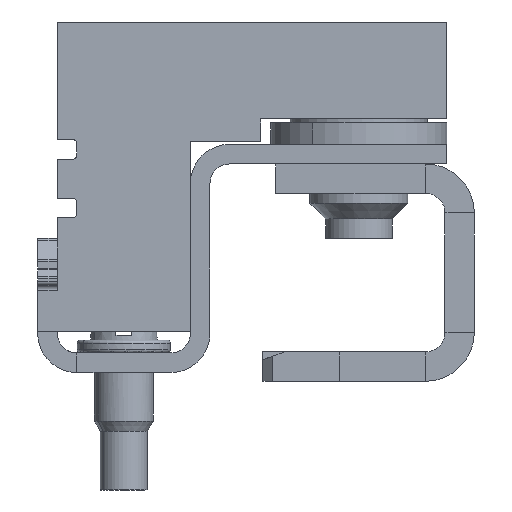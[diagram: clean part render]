
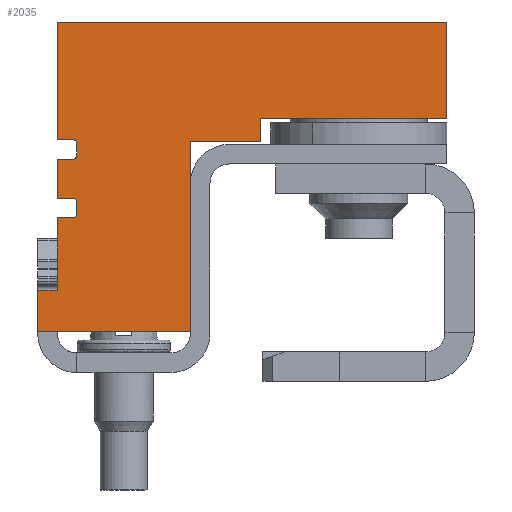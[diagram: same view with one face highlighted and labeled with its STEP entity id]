
A CAD part, front view. The second image highlights one B-rep face of the part: STEP entity #2035.
In plain terms, the highlighted planar face has unit normal (0, -1, 0).
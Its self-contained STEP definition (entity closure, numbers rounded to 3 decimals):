
#1871=AXIS2_PLACEMENT_3D('Plane Axis2P3D',#1868,#1869,#1870) ;
#1882=AXIS2_PLACEMENT_3D('Circle Axis2P3D',#1880,#1881,$) ;
#1896=AXIS2_PLACEMENT_3D('Circle Axis2P3D',#1894,#1895,$) ;
#1924=AXIS2_PLACEMENT_3D('Circle Axis2P3D',#1922,#1923,$) ;
#1938=AXIS2_PLACEMENT_3D('Circle Axis2P3D',#1936,#1937,$) ;
#1619=CARTESIAN_POINT('Vertex',(1.,2.,17.9)) ;
#1622=CARTESIAN_POINT('Line Origine',(1.,2.,20.9)) ;
#1626=CARTESIAN_POINT('Vertex',(1.,2.,23.9)) ;
#1852=CARTESIAN_POINT('Vertex',(1.8,2.,17.9)) ;
#1855=CARTESIAN_POINT('Line Origine',(1.4,2.,17.9)) ;
#1868=CARTESIAN_POINT('Axis2P3D Location',(4.4,2.,8.1)) ;
#1873=CARTESIAN_POINT('Line Origine',(10.95,2.,23.9)) ;
#1877=CARTESIAN_POINT('Vertex',(20.9,2.,23.9)) ;
#1880=CARTESIAN_POINT('Axis2P3D Location',(1.8,2.,17.7)) ;
#1884=CARTESIAN_POINT('Vertex',(2.,2.,17.7)) ;
#1887=CARTESIAN_POINT('Line Origine',(2.,2.,17.4)) ;
#1891=CARTESIAN_POINT('Vertex',(2.,2.,17.1)) ;
#1894=CARTESIAN_POINT('Axis2P3D Location',(1.8,2.,17.1)) ;
#1898=CARTESIAN_POINT('Vertex',(1.8,2.,16.9)) ;
#1901=CARTESIAN_POINT('Line Origine',(1.4,2.,16.9)) ;
#1905=CARTESIAN_POINT('Vertex',(1.,2.,16.9)) ;
#1908=CARTESIAN_POINT('Line Origine',(1.,2.,15.9)) ;
#1912=CARTESIAN_POINT('Vertex',(1.,2.,14.9)) ;
#1915=CARTESIAN_POINT('Line Origine',(1.4,2.,14.9)) ;
#1919=CARTESIAN_POINT('Vertex',(1.8,2.,14.9)) ;
#1922=CARTESIAN_POINT('Axis2P3D Location',(1.8,2.,14.7)) ;
#1926=CARTESIAN_POINT('Vertex',(2.,2.,14.7)) ;
#1929=CARTESIAN_POINT('Line Origine',(2.,2.,14.4)) ;
#1933=CARTESIAN_POINT('Vertex',(2.,2.,14.1)) ;
#1936=CARTESIAN_POINT('Axis2P3D Location',(1.8,2.,14.1)) ;
#1940=CARTESIAN_POINT('Vertex',(1.8,2.,13.9)) ;
#1943=CARTESIAN_POINT('Line Origine',(1.4,2.,13.9)) ;
#1947=CARTESIAN_POINT('Vertex',(1.,2.,13.9)) ;
#1950=CARTESIAN_POINT('Line Origine',(1.,2.,12.05)) ;
#1954=CARTESIAN_POINT('Vertex',(1.,2.,10.2)) ;
#1957=CARTESIAN_POINT('Line Origine',(0.5,2.,10.2)) ;
#1961=CARTESIAN_POINT('Vertex',(0.,2.,10.2)) ;
#1964=CARTESIAN_POINT('Line Origine',(0.,2.,9.15)) ;
#1968=CARTESIAN_POINT('Vertex',(0.,2.,8.1)) ;
#1971=CARTESIAN_POINT('Line Origine',(3.9,2.,8.1)) ;
#1975=CARTESIAN_POINT('Vertex',(7.8,2.,8.1)) ;
#1978=CARTESIAN_POINT('Line Origine',(7.8,2.,12.95)) ;
#1982=CARTESIAN_POINT('Vertex',(7.8,2.,17.8)) ;
#1985=CARTESIAN_POINT('Line Origine',(9.6,2.,17.8)) ;
#1989=CARTESIAN_POINT('Vertex',(11.4,2.,17.8)) ;
#1992=CARTESIAN_POINT('Line Origine',(11.4,2.,18.375)) ;
#1996=CARTESIAN_POINT('Vertex',(11.4,2.,18.95)) ;
#1999=CARTESIAN_POINT('Line Origine',(16.15,2.,18.95)) ;
#2003=CARTESIAN_POINT('Vertex',(20.9,2.,18.95)) ;
#2006=CARTESIAN_POINT('Line Origine',(20.9,2.,21.425)) ;
#1623=DIRECTION('Vector Direction',(0.,0.,-1.)) ;
#1856=DIRECTION('Vector Direction',(1.,0.,0.)) ;
#1869=DIRECTION('Axis2P3D Direction',(0.,-1.,0.)) ;
#1870=DIRECTION('Axis2P3D XDirection',(1.,0.,0.)) ;
#1874=DIRECTION('Vector Direction',(-1.,0.,0.)) ;
#1881=DIRECTION('Axis2P3D Direction',(0.,-1.,0.)) ;
#1888=DIRECTION('Vector Direction',(0.,0.,-1.)) ;
#1895=DIRECTION('Axis2P3D Direction',(0.,-1.,0.)) ;
#1902=DIRECTION('Vector Direction',(-1.,0.,0.)) ;
#1909=DIRECTION('Vector Direction',(0.,0.,-1.)) ;
#1916=DIRECTION('Vector Direction',(1.,0.,0.)) ;
#1923=DIRECTION('Axis2P3D Direction',(0.,-1.,0.)) ;
#1930=DIRECTION('Vector Direction',(0.,0.,-1.)) ;
#1937=DIRECTION('Axis2P3D Direction',(0.,-1.,0.)) ;
#1944=DIRECTION('Vector Direction',(-1.,0.,0.)) ;
#1951=DIRECTION('Vector Direction',(0.,0.,-1.)) ;
#1958=DIRECTION('Vector Direction',(-1.,0.,0.)) ;
#1965=DIRECTION('Vector Direction',(0.,0.,-1.)) ;
#1972=DIRECTION('Vector Direction',(1.,0.,0.)) ;
#1979=DIRECTION('Vector Direction',(0.,0.,1.)) ;
#1986=DIRECTION('Vector Direction',(1.,0.,0.)) ;
#1993=DIRECTION('Vector Direction',(0.,0.,1.)) ;
#2000=DIRECTION('Vector Direction',(1.,0.,0.)) ;
#2007=DIRECTION('Vector Direction',(0.,0.,1.)) ;
#1624=VECTOR('Line Direction',#1623,1.) ;
#1857=VECTOR('Line Direction',#1856,1.) ;
#1875=VECTOR('Line Direction',#1874,1.) ;
#1889=VECTOR('Line Direction',#1888,1.) ;
#1903=VECTOR('Line Direction',#1902,1.) ;
#1910=VECTOR('Line Direction',#1909,1.) ;
#1917=VECTOR('Line Direction',#1916,1.) ;
#1931=VECTOR('Line Direction',#1930,1.) ;
#1945=VECTOR('Line Direction',#1944,1.) ;
#1952=VECTOR('Line Direction',#1951,1.) ;
#1959=VECTOR('Line Direction',#1958,1.) ;
#1966=VECTOR('Line Direction',#1965,1.) ;
#1973=VECTOR('Line Direction',#1972,1.) ;
#1980=VECTOR('Line Direction',#1979,1.) ;
#1987=VECTOR('Line Direction',#1986,1.) ;
#1994=VECTOR('Line Direction',#1993,1.) ;
#2001=VECTOR('Line Direction',#2000,1.) ;
#2008=VECTOR('Line Direction',#2007,1.) ;
#2012=ORIENTED_EDGE('',*,*,#1879,.T.) ;
#2013=ORIENTED_EDGE('',*,*,#1628,.T.) ;
#2014=ORIENTED_EDGE('',*,*,#1859,.T.) ;
#2015=ORIENTED_EDGE('',*,*,#1886,.T.) ;
#2016=ORIENTED_EDGE('',*,*,#1893,.T.) ;
#2017=ORIENTED_EDGE('',*,*,#1900,.T.) ;
#2018=ORIENTED_EDGE('',*,*,#1907,.T.) ;
#2019=ORIENTED_EDGE('',*,*,#1914,.T.) ;
#2020=ORIENTED_EDGE('',*,*,#1921,.T.) ;
#2021=ORIENTED_EDGE('',*,*,#1928,.T.) ;
#2022=ORIENTED_EDGE('',*,*,#1935,.T.) ;
#2023=ORIENTED_EDGE('',*,*,#1942,.T.) ;
#2024=ORIENTED_EDGE('',*,*,#1949,.T.) ;
#2025=ORIENTED_EDGE('',*,*,#1956,.T.) ;
#2026=ORIENTED_EDGE('',*,*,#1963,.T.) ;
#2027=ORIENTED_EDGE('',*,*,#1970,.T.) ;
#2028=ORIENTED_EDGE('',*,*,#1977,.T.) ;
#2029=ORIENTED_EDGE('',*,*,#1984,.T.) ;
#2030=ORIENTED_EDGE('',*,*,#1991,.T.) ;
#2031=ORIENTED_EDGE('',*,*,#1998,.T.) ;
#2032=ORIENTED_EDGE('',*,*,#2005,.T.) ;
#2033=ORIENTED_EDGE('',*,*,#2010,.T.) ;
#2035=ADVANCED_FACE('ISTE WQV16N-PEN.1\\Koerper.2',(#2034),#1872,.T.) ;
#1883=CIRCLE('generated circle',#1882,0.2) ;
#1897=CIRCLE('generated circle',#1896,0.2) ;
#1925=CIRCLE('generated circle',#1924,0.2) ;
#1939=CIRCLE('generated circle',#1938,0.2) ;
#1628=EDGE_CURVE('',#1627,#1620,#1625,.T.) ;
#1859=EDGE_CURVE('',#1620,#1853,#1858,.T.) ;
#1879=EDGE_CURVE('',#1878,#1627,#1876,.T.) ;
#1886=EDGE_CURVE('',#1853,#1885,#1883,.F.) ;
#1893=EDGE_CURVE('',#1885,#1892,#1890,.T.) ;
#1900=EDGE_CURVE('',#1892,#1899,#1897,.F.) ;
#1907=EDGE_CURVE('',#1899,#1906,#1904,.T.) ;
#1914=EDGE_CURVE('',#1906,#1913,#1911,.T.) ;
#1921=EDGE_CURVE('',#1913,#1920,#1918,.T.) ;
#1928=EDGE_CURVE('',#1920,#1927,#1925,.F.) ;
#1935=EDGE_CURVE('',#1927,#1934,#1932,.T.) ;
#1942=EDGE_CURVE('',#1934,#1941,#1939,.F.) ;
#1949=EDGE_CURVE('',#1941,#1948,#1946,.T.) ;
#1956=EDGE_CURVE('',#1948,#1955,#1953,.T.) ;
#1963=EDGE_CURVE('',#1955,#1962,#1960,.T.) ;
#1970=EDGE_CURVE('',#1962,#1969,#1967,.T.) ;
#1977=EDGE_CURVE('',#1969,#1976,#1974,.T.) ;
#1984=EDGE_CURVE('',#1976,#1983,#1981,.T.) ;
#1991=EDGE_CURVE('',#1983,#1990,#1988,.T.) ;
#1998=EDGE_CURVE('',#1990,#1997,#1995,.T.) ;
#2005=EDGE_CURVE('',#1997,#2004,#2002,.T.) ;
#2010=EDGE_CURVE('',#2004,#1878,#2009,.T.) ;
#2011=EDGE_LOOP('',(#2012,#2013,#2014,#2015,#2016,#2017,#2018,#2019,#2020,#2021,#2022,#2023,#2024,#2025,#2026,#2027,#2028,#2029,#2030,#2031,#2032,#2033)) ;
#2034=FACE_OUTER_BOUND('',#2011,.T.) ;
#1625=LINE('Line',#1622,#1624) ;
#1858=LINE('Line',#1855,#1857) ;
#1876=LINE('Line',#1873,#1875) ;
#1890=LINE('Line',#1887,#1889) ;
#1904=LINE('Line',#1901,#1903) ;
#1911=LINE('Line',#1908,#1910) ;
#1918=LINE('Line',#1915,#1917) ;
#1932=LINE('Line',#1929,#1931) ;
#1946=LINE('Line',#1943,#1945) ;
#1953=LINE('Line',#1950,#1952) ;
#1960=LINE('Line',#1957,#1959) ;
#1967=LINE('Line',#1964,#1966) ;
#1974=LINE('Line',#1971,#1973) ;
#1981=LINE('Line',#1978,#1980) ;
#1988=LINE('Line',#1985,#1987) ;
#1995=LINE('Line',#1992,#1994) ;
#2002=LINE('Line',#1999,#2001) ;
#2009=LINE('Line',#2006,#2008) ;
#1872=PLANE('',#1871) ;
#1620=VERTEX_POINT('',#1619) ;
#1627=VERTEX_POINT('',#1626) ;
#1853=VERTEX_POINT('',#1852) ;
#1878=VERTEX_POINT('',#1877) ;
#1885=VERTEX_POINT('',#1884) ;
#1892=VERTEX_POINT('',#1891) ;
#1899=VERTEX_POINT('',#1898) ;
#1906=VERTEX_POINT('',#1905) ;
#1913=VERTEX_POINT('',#1912) ;
#1920=VERTEX_POINT('',#1919) ;
#1927=VERTEX_POINT('',#1926) ;
#1934=VERTEX_POINT('',#1933) ;
#1941=VERTEX_POINT('',#1940) ;
#1948=VERTEX_POINT('',#1947) ;
#1955=VERTEX_POINT('',#1954) ;
#1962=VERTEX_POINT('',#1961) ;
#1969=VERTEX_POINT('',#1968) ;
#1976=VERTEX_POINT('',#1975) ;
#1983=VERTEX_POINT('',#1982) ;
#1990=VERTEX_POINT('',#1989) ;
#1997=VERTEX_POINT('',#1996) ;
#2004=VERTEX_POINT('',#2003) ;
